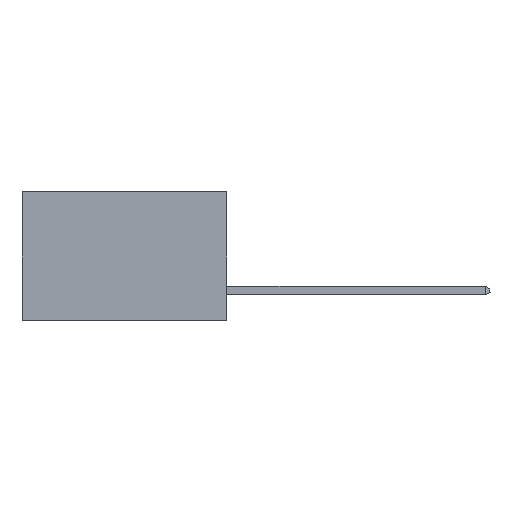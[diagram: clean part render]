
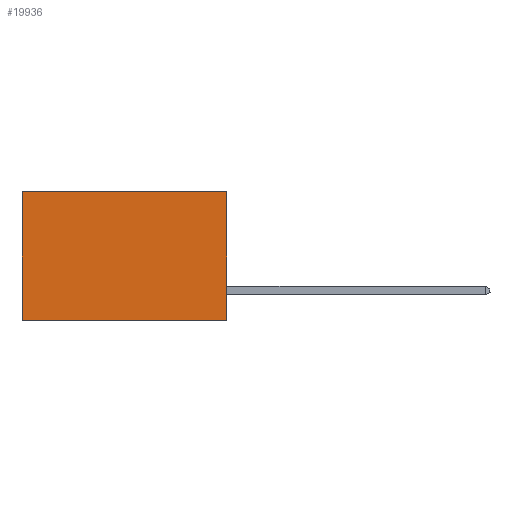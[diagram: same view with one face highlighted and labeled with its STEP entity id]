
A CAD part, left-side view. The second image highlights one B-rep face of the part: STEP entity #19936.
In plain terms, the highlighted planar face has unit normal (-1, 0, 0).
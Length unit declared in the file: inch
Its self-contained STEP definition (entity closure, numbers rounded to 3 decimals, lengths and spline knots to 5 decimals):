
#1812 = CARTESIAN_POINT ( 'NONE',  ( 0.277, 0., -0.37 ) ) ;
#1908 = VECTOR ( 'NONE', #23330, 39.37008 ) ;
#2167 = PLANE ( 'NONE',  #13048 ) ;
#3750 = DIRECTION ( 'NONE',  ( 0., 1., 0. ) ) ;
#4718 = VERTEX_POINT ( 'NONE', #22244 ) ;
#4751 = EDGE_CURVE ( 'NONE', #12178, #18538, #20526, .T. ) ;
#5237 = ORIENTED_EDGE ( 'NONE', *, *, #25789, .F. ) ;
#5327 = CARTESIAN_POINT ( 'NONE',  ( 0.277, 0., -0.37 ) ) ;
#7111 = CARTESIAN_POINT ( 'NONE',  ( 0.277, 0., -0.37 ) ) ;
#9052 = DIRECTION ( 'NONE',  ( 0., 0., -1. ) ) ;
#9108 = VECTOR ( 'NONE', #3750, 39.37008 ) ;
#9554 = DIRECTION ( 'NONE',  ( 1., 0., 0. ) ) ;
#11065 = CARTESIAN_POINT ( 'NONE',  ( 0.277, 0., 0. ) ) ;
#11967 = ORIENTED_EDGE ( 'NONE', *, *, #4751, .F. ) ;
#12178 = VERTEX_POINT ( 'NONE', #11065 ) ;
#12410 = VECTOR ( 'NONE', #9052, 39.37008 ) ;
#13048 = AXIS2_PLACEMENT_3D ( 'NONE', #7111, #9554, #26483 ) ;
#13646 = EDGE_LOOP ( 'NONE', ( #25193, #5237, #11967, #18977 ) ) ;
#14220 = VECTOR ( 'NONE', #22662, 39.37008 ) ;
#14967 = LINE ( 'NONE', #15414, #14220 ) ;
#15414 = CARTESIAN_POINT ( 'NONE',  ( 0.277, 0., 0. ) ) ;
#18538 = VERTEX_POINT ( 'NONE', #1812 ) ;
#18977 = ORIENTED_EDGE ( 'NONE', *, *, #24605, .T. ) ;
#19936 = ADVANCED_FACE ( 'NONE', ( #25108 ), #2167, .F. ) ;
#20526 = LINE ( 'NONE', #5327, #1908 ) ;
#20608 = CARTESIAN_POINT ( 'NONE',  ( 0.277, 0., -0.37 ) ) ;
#21052 = CARTESIAN_POINT ( 'NONE',  ( 0.277, 0.59, -0.37 ) ) ;
#21920 = LINE ( 'NONE', #20608, #9108 ) ;
#22244 = CARTESIAN_POINT ( 'NONE',  ( 0.277, 0.59, 0. ) ) ;
#22662 = DIRECTION ( 'NONE',  ( 0., 1., 0. ) ) ;
#23330 = DIRECTION ( 'NONE',  ( 0., 0., -1. ) ) ;
#24182 = CARTESIAN_POINT ( 'NONE',  ( 0.277, 0.59, -0.37 ) ) ;
#24605 = EDGE_CURVE ( 'NONE', #12178, #4718, #14967, .T. ) ;
#25108 = FACE_OUTER_BOUND ( 'NONE', #13646, .T. ) ;
#25193 = ORIENTED_EDGE ( 'NONE', *, *, #28195, .T. ) ;
#25789 = EDGE_CURVE ( 'NONE', #18538, #26610, #21920, .T. ) ;
#26483 = DIRECTION ( 'NONE',  ( 0., 0., -1. ) ) ;
#26610 = VERTEX_POINT ( 'NONE', #24182 ) ;
#28195 = EDGE_CURVE ( 'NONE', #4718, #26610, #30797, .T. ) ;
#30797 = LINE ( 'NONE', #21052, #12410 ) ;
